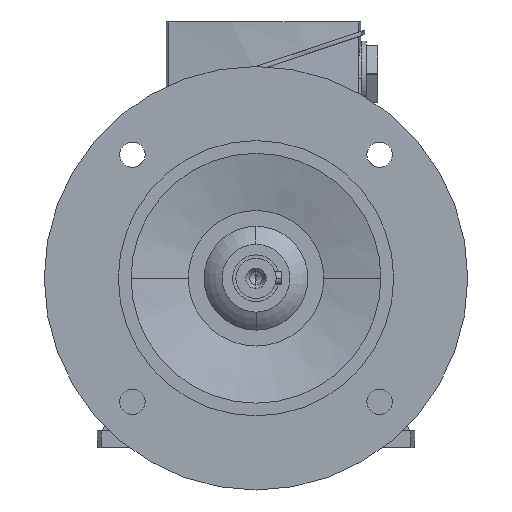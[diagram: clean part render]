
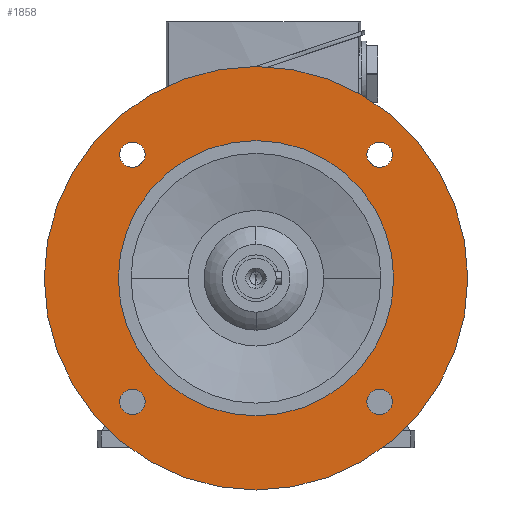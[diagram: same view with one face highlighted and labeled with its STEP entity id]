
A CAD part, left-side view. The second image highlights one B-rep face of the part: STEP entity #1858.
In plain terms, the highlighted planar face has unit normal (-1, 0, 0).
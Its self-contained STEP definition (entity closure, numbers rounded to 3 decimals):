
#1858=ADVANCED_FACE('',(#3746,#3747,#3748,#3749,#3750,#3751),#3752,.T.);
#3746=FACE_BOUND('',#5632,.T.);
#3747=FACE_BOUND('',#5633,.T.);
#3748=FACE_BOUND('',#5634,.T.);
#3749=FACE_BOUND('',#5635,.T.);
#3750=FACE_OUTER_BOUND('',#5636,.T.);
#3751=FACE_BOUND('',#5637,.T.);
#3752=PLANE('',#5638);
#5632=EDGE_LOOP('',(#11542,#11543));
#5633=EDGE_LOOP('',(#11544,#11545));
#5634=EDGE_LOOP('',(#11546,#11547));
#5635=EDGE_LOOP('',(#11548,#11549));
#5636=EDGE_LOOP('',(#11550,#11551));
#5637=EDGE_LOOP('',(#11552,#11553));
#5638=AXIS2_PLACEMENT_3D('',#11554,#11555,#11556);
#11542=ORIENTED_EDGE('',*,*,#13862,.T.);
#11543=ORIENTED_EDGE('',*,*,#11626,.T.);
#11544=ORIENTED_EDGE('',*,*,#13865,.T.);
#11545=ORIENTED_EDGE('',*,*,#11621,.T.);
#11546=ORIENTED_EDGE('',*,*,#13868,.T.);
#11547=ORIENTED_EDGE('',*,*,#11616,.T.);
#11548=ORIENTED_EDGE('',*,*,#13871,.T.);
#11549=ORIENTED_EDGE('',*,*,#11611,.T.);
#11550=ORIENTED_EDGE('',*,*,#11580,.F.);
#11551=ORIENTED_EDGE('',*,*,#13927,.F.);
#11552=ORIENTED_EDGE('',*,*,#11587,.T.);
#11553=ORIENTED_EDGE('',*,*,#13925,.T.);
#11554=CARTESIAN_POINT('',(-27.0,82.5,0.0));
#11555=DIRECTION('',(-1.0,0.0,0.0));
#11556=DIRECTION('',(0.0,-1.0,0.0));
#11580=EDGE_CURVE('',#13932,#13935,#13936,.T.);
#11587=EDGE_CURVE('',#13942,#13946,#13948,.T.);
#11611=EDGE_CURVE('',#13990,#13987,#13991,.T.);
#11616=EDGE_CURVE('',#13999,#13996,#14000,.T.);
#11621=EDGE_CURVE('',#14008,#14005,#14009,.T.);
#11626=EDGE_CURVE('',#14017,#14014,#14018,.T.);
#13862=EDGE_CURVE('',#14014,#14017,#17353,.T.);
#13865=EDGE_CURVE('',#14005,#14008,#17356,.T.);
#13868=EDGE_CURVE('',#13996,#13999,#17359,.T.);
#13871=EDGE_CURVE('',#13987,#13990,#17362,.T.);
#13925=EDGE_CURVE('',#13946,#13942,#17429,.T.);
#13927=EDGE_CURVE('',#13935,#13932,#17431,.T.);
#13932=VERTEX_POINT('',#17436);
#13935=VERTEX_POINT('',#17440);
#13936=CIRCLE('',#17441,100.0);
#13942=VERTEX_POINT('',#17448);
#13946=VERTEX_POINT('',#17453);
#13948=CIRCLE('',#17456,65.0);
#13987=VERTEX_POINT('',#17504);
#13990=VERTEX_POINT('',#17508);
#13991=CIRCLE('',#17509,6.0);
#13996=VERTEX_POINT('',#17515);
#13999=VERTEX_POINT('',#17519);
#14000=CIRCLE('',#17520,6.0);
#14005=VERTEX_POINT('',#17526);
#14008=VERTEX_POINT('',#17530);
#14009=CIRCLE('',#17531,6.0);
#14014=VERTEX_POINT('',#17537);
#14017=VERTEX_POINT('',#17541);
#14018=CIRCLE('',#17542,6.0);
#17353=CIRCLE('',#24128,6.0);
#17356=CIRCLE('',#24131,6.0);
#17359=CIRCLE('',#24134,6.0);
#17362=CIRCLE('',#24137,6.0);
#17429=CIRCLE('',#24247,65.0);
#17431=CIRCLE('',#24249,100.0);
#17436=CARTESIAN_POINT('',(-27.0,100.0,0.0));
#17440=CARTESIAN_POINT('',(-27.0,-100.0,0.));
#17441=AXIS2_PLACEMENT_3D('',#24254,#24255,#24256);
#17448=CARTESIAN_POINT('',(-27.0,65.0,0.0));
#17453=CARTESIAN_POINT('',(-27.0,-65.0,0.));
#17456=AXIS2_PLACEMENT_3D('',#24266,#24267,#24268);
#17504=CARTESIAN_POINT('',(-27.0,-62.579,62.579));
#17508=CARTESIAN_POINT('',(-27.0,-54.094,54.094));
#17509=AXIS2_PLACEMENT_3D('',#24310,#24311,#24312);
#17515=CARTESIAN_POINT('',(-27.0,62.579,62.579));
#17519=CARTESIAN_POINT('',(-27.0,54.094,54.094));
#17520=AXIS2_PLACEMENT_3D('',#24318,#24319,#24320);
#17526=CARTESIAN_POINT('',(-27.0,62.579,-62.579));
#17530=CARTESIAN_POINT('',(-27.0,54.094,-54.094));
#17531=AXIS2_PLACEMENT_3D('',#24326,#24327,#24328);
#17537=CARTESIAN_POINT('',(-27.0,-62.579,-62.579));
#17541=CARTESIAN_POINT('',(-27.0,-54.094,-54.094));
#17542=AXIS2_PLACEMENT_3D('',#24334,#24335,#24336);
#24128=AXIS2_PLACEMENT_3D('',#26729,#26730,#26731);
#24131=AXIS2_PLACEMENT_3D('',#26735,#26736,#26737);
#24134=AXIS2_PLACEMENT_3D('',#26741,#26742,#26743);
#24137=AXIS2_PLACEMENT_3D('',#26747,#26748,#26749);
#24247=AXIS2_PLACEMENT_3D('',#26798,#26799,#26800);
#24249=AXIS2_PLACEMENT_3D('',#26801,#26802,#26803);
#24254=CARTESIAN_POINT('',(-27.0,0.0,0.0));
#24255=DIRECTION('',(1.0,0.0,0.0));
#24256=DIRECTION('',(0.0,1.0,0.0));
#24266=CARTESIAN_POINT('',(-27.0,0.0,0.0));
#24267=DIRECTION('',(1.0,0.0,0.0));
#24268=DIRECTION('',(0.0,1.0,0.0));
#24310=CARTESIAN_POINT('',(-27.0,-58.336,58.336));
#24311=DIRECTION('',(1.0,0.0,-0.0));
#24312=DIRECTION('',(0.0,-0.707,0.707));
#24318=CARTESIAN_POINT('',(-27.0,58.336,58.336));
#24319=DIRECTION('',(1.0,0.0,-0.0));
#24320=DIRECTION('',(0.0,0.707,0.707));
#24326=CARTESIAN_POINT('',(-27.0,58.336,-58.336));
#24327=DIRECTION('',(1.0,-0.0,0.0));
#24328=DIRECTION('',(0.0,0.707,-0.707));
#24334=CARTESIAN_POINT('',(-27.0,-58.336,-58.336));
#24335=DIRECTION('',(1.0,0.0,0.0));
#24336=DIRECTION('',(0.0,-0.707,-0.707));
#26729=CARTESIAN_POINT('',(-27.0,-58.336,-58.336));
#26730=DIRECTION('',(1.0,0.0,0.0));
#26731=DIRECTION('',(0.0,-0.707,-0.707));
#26735=CARTESIAN_POINT('',(-27.0,58.336,-58.336));
#26736=DIRECTION('',(1.0,-0.0,0.0));
#26737=DIRECTION('',(0.0,0.707,-0.707));
#26741=CARTESIAN_POINT('',(-27.0,58.336,58.336));
#26742=DIRECTION('',(1.0,0.0,-0.0));
#26743=DIRECTION('',(0.0,0.707,0.707));
#26747=CARTESIAN_POINT('',(-27.0,-58.336,58.336));
#26748=DIRECTION('',(1.0,0.0,-0.0));
#26749=DIRECTION('',(0.0,-0.707,0.707));
#26798=CARTESIAN_POINT('',(-27.0,0.0,0.0));
#26799=DIRECTION('',(1.0,0.0,0.0));
#26800=DIRECTION('',(0.0,1.0,0.0));
#26801=CARTESIAN_POINT('',(-27.0,0.0,0.0));
#26802=DIRECTION('',(1.0,0.0,0.0));
#26803=DIRECTION('',(0.0,1.0,0.0));
